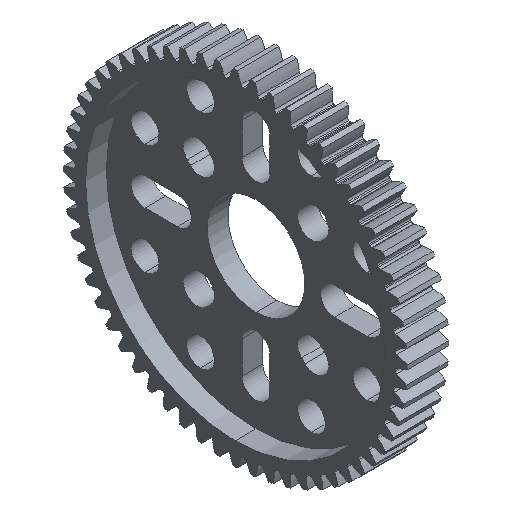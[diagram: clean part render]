
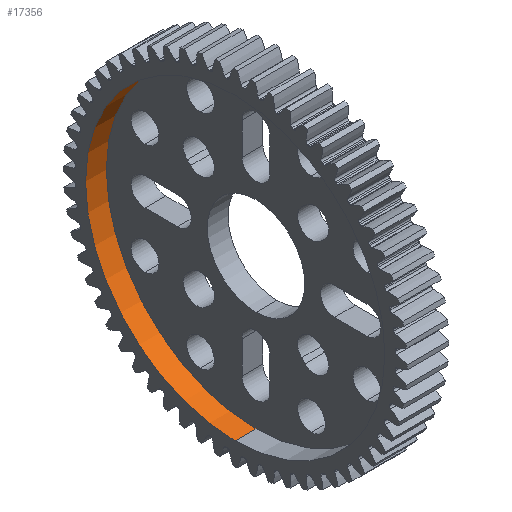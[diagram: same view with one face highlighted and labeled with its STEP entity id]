
A CAD part, isometric view. The second image highlights one B-rep face of the part: STEP entity #17356.
In plain terms, the highlighted cylindrical face has radius 21.574 mm (diameter 43.149 mm), a partial arc.
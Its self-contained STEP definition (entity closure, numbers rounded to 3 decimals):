
#1379 = EDGE_LOOP ( 'NONE', ( #5235, #10153, #9233, #1570 ) ) ;
#1570 = ORIENTED_EDGE ( 'NONE', *, *, #17887, .T. ) ;
#1942 = AXIS2_PLACEMENT_3D ( 'NONE', #6345, #16125, #19053 ) ;
#2650 = DIRECTION ( 'NONE',  ( 0., 0., 1. ) ) ;
#2733 = CARTESIAN_POINT ( 'NONE',  ( -1.5, 0., 21.574 ) ) ;
#4469 = VECTOR ( 'NONE', #13601, 1000. ) ;
#4492 = CARTESIAN_POINT ( 'NONE',  ( -1.5, 0., -21.574 ) ) ;
#4955 = DIRECTION ( 'NONE',  ( 1., 0., 0. ) ) ;
#5235 = ORIENTED_EDGE ( 'NONE', *, *, #5706, .F. ) ;
#5706 = EDGE_CURVE ( 'NONE', #16499, #11933, #16266, .T. ) ;
#6345 = CARTESIAN_POINT ( 'NONE',  ( -4.5, 0., 0. ) ) ;
#6359 = VERTEX_POINT ( 'NONE', #7817 ) ;
#7147 = DIRECTION ( 'NONE',  ( 1., 0., 0. ) ) ;
#7485 = VECTOR ( 'NONE', #4955, 1000. ) ;
#7817 = CARTESIAN_POINT ( 'NONE',  ( -4.5, 0., -21.574 ) ) ;
#8193 = CIRCLE ( 'NONE', #10118, 21.574 ) ;
#9233 = ORIENTED_EDGE ( 'NONE', *, *, #15852, .T. ) ;
#10118 = AXIS2_PLACEMENT_3D ( 'NONE', #12996, #13062, #2650 ) ;
#10153 = ORIENTED_EDGE ( 'NONE', *, *, #12281, .T. ) ;
#11678 = CARTESIAN_POINT ( 'NONE',  ( -4.5, 0., 0. ) ) ;
#11835 = CARTESIAN_POINT ( 'NONE',  ( -4.5, 0., 21.574 ) ) ;
#11933 = VERTEX_POINT ( 'NONE', #2733 ) ;
#11934 = FACE_OUTER_BOUND ( 'NONE', #1379, .T. ) ;
#12281 = EDGE_CURVE ( 'NONE', #16499, #6359, #16344, .T. ) ;
#12532 = CARTESIAN_POINT ( 'NONE',  ( -4.5, 0., -21.574 ) ) ;
#12724 = VERTEX_POINT ( 'NONE', #4492 ) ;
#12996 = CARTESIAN_POINT ( 'NONE',  ( -1.5, 0., 0. ) ) ;
#13062 = DIRECTION ( 'NONE',  ( 1., 0., 0. ) ) ;
#13601 = DIRECTION ( 'NONE',  ( 1., 0., 0. ) ) ;
#14904 = DIRECTION ( 'NONE',  ( 0., 0., -1. ) ) ;
#15852 = EDGE_CURVE ( 'NONE', #6359, #12724, #16000, .T. ) ;
#16000 = LINE ( 'NONE', #12532, #7485 ) ;
#16125 = DIRECTION ( 'NONE',  ( -1., 0., 0. ) ) ;
#16266 = LINE ( 'NONE', #18024, #4469 ) ;
#16344 = CIRCLE ( 'NONE', #1942, 21.574 ) ;
#16499 = VERTEX_POINT ( 'NONE', #11835 ) ;
#17287 = AXIS2_PLACEMENT_3D ( 'NONE', #11678, #7147, #14904 ) ;
#17356 = ADVANCED_FACE ( 'NONE', ( #11934 ), #17612, .F. ) ;
#17612 = CYLINDRICAL_SURFACE ( 'NONE', #17287, 21.574 ) ;
#17887 = EDGE_CURVE ( 'NONE', #12724, #11933, #8193, .T. ) ;
#18024 = CARTESIAN_POINT ( 'NONE',  ( -4.5, 0., 21.574 ) ) ;
#19053 = DIRECTION ( 'NONE',  ( 0., 0., 1. ) ) ;
